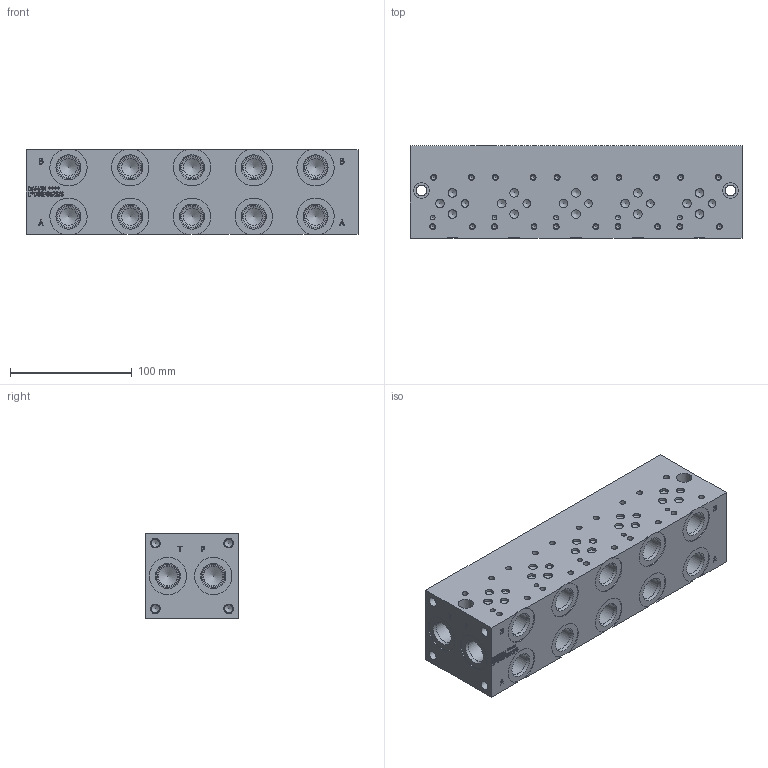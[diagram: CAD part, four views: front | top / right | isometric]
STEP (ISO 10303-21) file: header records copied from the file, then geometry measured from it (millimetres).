
FILE_DESCRIPTION(/* description */ (''),/* implementation_level */ '2;1');
FILE_NAME(/* name */ 'L_D03P052S_S.stp',/* time_stamp */ '2022-10-27T16:23:51-04:00',/* author */ ('mikeh'),/* organization */ (''),/* preprocessor_version */ 'ST-DEVELOPER v18',/* originating_system */ 'Autodesk Inventor 2020',/* authorisation */ '');
FILE_SCHEMA (('AUTOMOTIVE_DESIGN { 1 0 10303 214 3 1 1 }'));
Length unit declared in the file: millimetre
Products named in the file (1): Part_LAD03P052S_S_3D
Bounding box: 273.05 x 76.2 x 69.85 mm (x, y, z)
Volume: 1323645.8 mm3; surface area: 125097.3 mm2
Topology: 1 solids, 1 shells, 819 faces, 2270 edges, 1548 vertices
Faces by surface type: plane 379, bspline 167, cylinder 161, cone 112
Full cylindrical faces by diameter (mm): 3.785 x20, 3.962 x5, 4.826 x20, 6.35 x5, 6.528 x8, 7.137 x15, 7.925 x8, 8.738 x2, 12.7 x2, 13.487 x1, 14.3 x10, 15.875 x4, 17.45 x1, 17.501 x14, 18.542 x1, 19.05 x14, 19.253 x14, 19.99 x1, 20.625 x1, 21.819 x1, 30.632 x4
Entity records: 27496 total; most frequent: CARTESIAN_POINT 6741, ORIENTED_EDGE 4404, DIRECTION 3756, EDGE_CURVE 2202, VERTEX_POINT 1548, LINE 1286, VECTOR 1286, AXIS2_PLACEMENT_3D 1235
